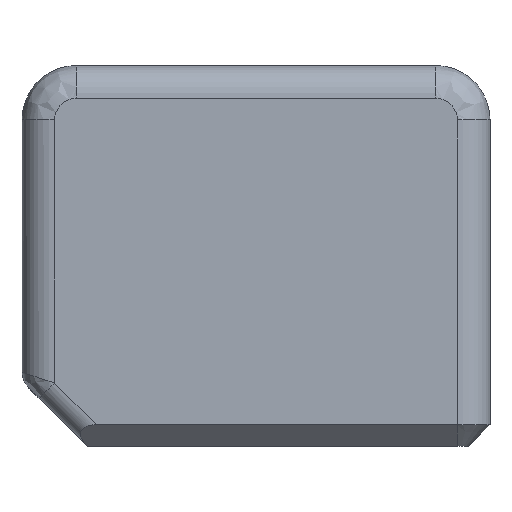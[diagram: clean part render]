
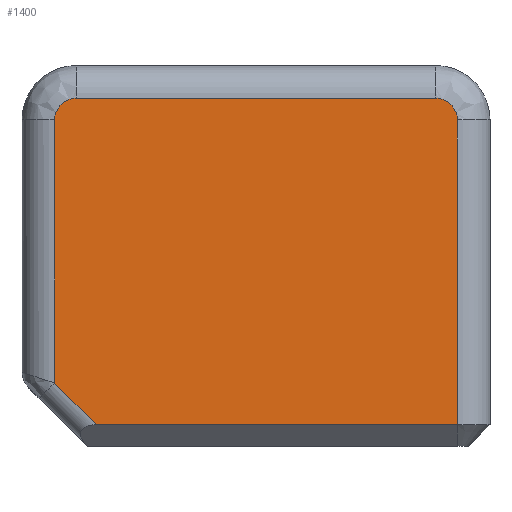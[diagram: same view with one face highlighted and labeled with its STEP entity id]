
A CAD part, front view. The second image highlights one B-rep face of the part: STEP entity #1400.
In plain terms, the highlighted planar face has unit normal (0, -1, 0).
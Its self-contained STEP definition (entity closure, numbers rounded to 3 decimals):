
#106=PLANE('',#1550);
#183=FACE_OUTER_BOUND('',#269,.T.);
#269=EDGE_LOOP('',(#1266,#1267,#1268,#1269,#1270,#1271,#1272));
#365=LINE('',#2166,#503);
#393=LINE('',#2364,#531);
#408=LINE('',#2425,#546);
#410=LINE('',#2446,#548);
#411=LINE('',#2461,#549);
#503=VECTOR('',#1733,10.);
#531=VECTOR('',#1863,10.);
#546=VECTOR('',#1912,10.);
#548=VECTOR('',#1926,10.);
#549=VECTOR('',#1935,10.);
#601=CIRCLE('',#1543,1.);
#605=CIRCLE('',#1548,1.);
#672=VERTEX_POINT('',#2163);
#673=VERTEX_POINT('',#2165);
#708=VERTEX_POINT('',#2360);
#719=VERTEX_POINT('',#2424);
#720=VERTEX_POINT('',#2436);
#722=VERTEX_POINT('',#2442);
#724=VERTEX_POINT('',#2456);
#821=EDGE_CURVE('',#672,#673,#365,.T.);
#882=EDGE_CURVE('',#708,#672,#393,.T.);
#905=EDGE_CURVE('',#673,#719,#408,.T.);
#909=EDGE_CURVE('',#719,#720,#601,.T.);
#912=EDGE_CURVE('',#720,#722,#410,.T.);
#915=EDGE_CURVE('',#722,#724,#605,.T.);
#916=EDGE_CURVE('',#724,#708,#411,.T.);
#1266=ORIENTED_EDGE('',*,*,#821,.F.);
#1267=ORIENTED_EDGE('',*,*,#882,.F.);
#1268=ORIENTED_EDGE('',*,*,#916,.F.);
#1269=ORIENTED_EDGE('',*,*,#915,.F.);
#1270=ORIENTED_EDGE('',*,*,#912,.F.);
#1271=ORIENTED_EDGE('',*,*,#909,.F.);
#1272=ORIENTED_EDGE('',*,*,#905,.F.);
#1400=ADVANCED_FACE('',(#183),#106,.T.);
#1543=AXIS2_PLACEMENT_3D('',#2440,#1919,#1920);
#1548=AXIS2_PLACEMENT_3D('',#2459,#1931,#1932);
#1550=AXIS2_PLACEMENT_3D('',#2462,#1936,#1937);
#1733=DIRECTION('',(-0.707,0.,0.707));
#1863=DIRECTION('',(-1.,0.,0.));
#1912=DIRECTION('',(0.,0.,1.));
#1919=DIRECTION('center_axis',(0.,1.,0.));
#1920=DIRECTION('ref_axis',(-0.707,0.,0.707));
#1926=DIRECTION('',(1.,0.,0.));
#1931=DIRECTION('center_axis',(0.,1.,0.));
#1932=DIRECTION('ref_axis',(0.707,0.,0.707));
#1935=DIRECTION('',(0.,0.,-1.));
#1936=DIRECTION('center_axis',(0.,-1.,0.));
#1937=DIRECTION('ref_axis',(0.,0.,
-1.));
#2163=CARTESIAN_POINT('',(-5.586,-10.,1.));
#2165=CARTESIAN_POINT('',(-7.5,-10.,2.914));
#2166=CARTESIAN_POINT('',(-7.231,-10.,2.645));
#2360=CARTESIAN_POINT('',(11.,-10.,1.));
#2364=CARTESIAN_POINT('',(-1.751,-10.,1.));
#2424=CARTESIAN_POINT('',(-7.5,-10.,15.));
#2425=CARTESIAN_POINT('',(-7.5,-10.,8.875));
#2436=CARTESIAN_POINT('',(-6.5,-10.,16.));
#2440=CARTESIAN_POINT('Origin',(-6.5,-10.,15.));
#2442=CARTESIAN_POINT('',(10.,-10.,16.));
#2446=CARTESIAN_POINT('',(-3.502,-10.,16.));
#2456=CARTESIAN_POINT('',(11.,-10.,15.));
#2459=CARTESIAN_POINT('Origin',(10.,-10.,15.));
#2461=CARTESIAN_POINT('',(11.,-10.,6.775));
#2462=CARTESIAN_POINT('Origin',(-3.502,-10.,7.25));
